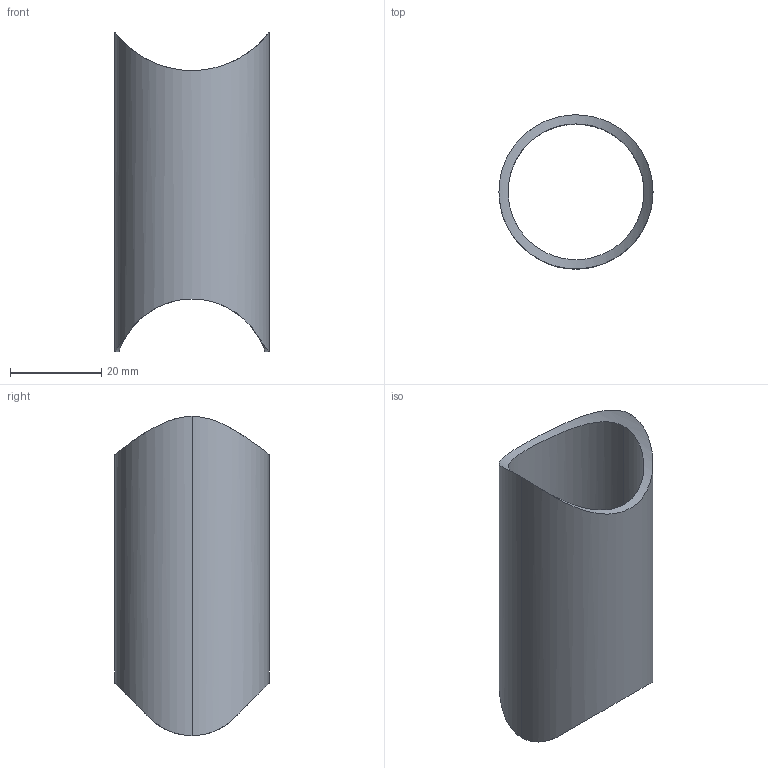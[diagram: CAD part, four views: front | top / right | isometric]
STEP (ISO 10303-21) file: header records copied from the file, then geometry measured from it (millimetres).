
FILE_DESCRIPTION (( 'STEP AP203' ), '1' );
FILE_NAME ('50451-240.STEP', '2016-04-27T13:05:47', ( '' ), ( '' ), 'SwSTEP 2.0', 'SolidWorks 2015', '' );
FILE_SCHEMA (( 'CONFIG_CONTROL_DESIGN' ));
Length unit declared in the file: millimetre
Products named in the file (1): 50451-240
Bounding box: 33.7 x 33.7 x 69.83 mm (x, y, z)
Volume: 11600.2 mm3; surface area: 12133.9 mm2
Topology: 1 solids, 1 shells, 244 faces, 673 edges, 438 vertices
Faces by surface type: plane 108, bspline 88, cylinder 48
Entity records: 11884 total; most frequent: CARTESIAN_POINT 6292, ORIENTED_EDGE 1346, DIRECTION 833, EDGE_CURVE 673, VERTEX_POINT 438, LINE 331, VECTOR 331, EDGE_LOOP 253
